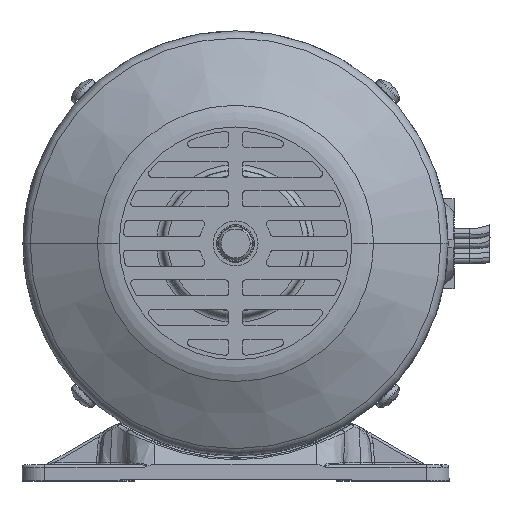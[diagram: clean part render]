
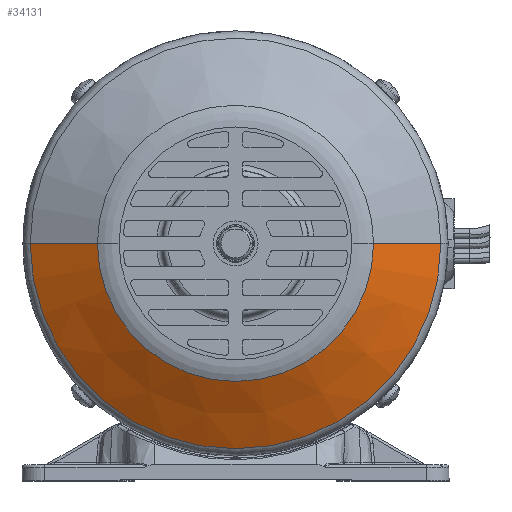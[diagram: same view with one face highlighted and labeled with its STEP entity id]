
A CAD part, top view. The second image highlights one B-rep face of the part: STEP entity #34131.
In plain terms, the highlighted conical face has half-angle 60 degrees and reference radius 57.998 mm.
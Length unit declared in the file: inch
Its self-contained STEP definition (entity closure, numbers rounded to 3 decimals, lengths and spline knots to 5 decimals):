
#295 = EDGE_CURVE ( 'NONE', #52892, #34516, #48400, .T. ) ;
#5251 = CARTESIAN_POINT ( 'NONE',  ( -2.2834, 0., 5.86318 ) ) ;
#5296 = DIRECTION ( 'NONE',  ( -1., 0., 0. ) ) ;
#10001 = AXIS2_PLACEMENT_3D ( 'NONE', #66447, #21522, #61025 ) ;
#12609 = CARTESIAN_POINT ( 'NONE',  ( 0., 0., 6.29475 ) ) ;
#12736 = CARTESIAN_POINT ( 'NONE',  ( 2.2834, 0., 5.86318 ) ) ;
#14611 = CONICAL_SURFACE ( 'NONE', #10001, 2.2834, 1.047 ) ;
#16256 = EDGE_CURVE ( 'NONE', #52892, #73068, #63517, .T. ) ;
#16538 = AXIS2_PLACEMENT_3D ( 'NONE', #72957, #39290, #5296 ) ;
#17081 = EDGE_LOOP ( 'NONE', ( #57821, #29547, #49961, #64834 ) ) ;
#21522 = DIRECTION ( 'NONE',  ( 0., 0., -1. ) ) ;
#25684 = EDGE_CURVE ( 'NONE', #73068, #40777, #30552, .T. ) ;
#26004 = CIRCLE ( 'NONE', #16538, 2.2834 ) ;
#29311 = DIRECTION ( 'NONE',  ( 0., 0., -1. ) ) ;
#29547 = ORIENTED_EDGE ( 'NONE', *, *, #16256, .T. ) ;
#30552 = LINE ( 'NONE', #65953, #58813 ) ;
#34131 = ADVANCED_FACE ( 'NONE', ( #46581 ), #14611, .T. ) ;
#34516 = VERTEX_POINT ( 'NONE', #12736 ) ;
#38655 = VECTOR ( 'NONE', #57216, 39.37008 ) ;
#39290 = DIRECTION ( 'NONE',  ( 0., 0., -1. ) ) ;
#40777 = VERTEX_POINT ( 'NONE', #5251 ) ;
#46581 = FACE_OUTER_BOUND ( 'NONE', #17081, .T. ) ;
#46630 = DIRECTION ( 'NONE',  ( -1., 0., 0. ) ) ;
#48400 = LINE ( 'NONE', #50133, #38655 ) ;
#49961 = ORIENTED_EDGE ( 'NONE', *, *, #25684, .T. ) ;
#50133 = CARTESIAN_POINT ( 'NONE',  ( 2.2834, 0., 5.86318 ) ) ;
#52892 = VERTEX_POINT ( 'NONE', #59914 ) ;
#55962 = EDGE_CURVE ( 'NONE', #34516, #40777, #26004, .T. ) ;
#57216 = DIRECTION ( 'NONE',  ( 0.866, 0., -0.5 ) ) ;
#57821 = ORIENTED_EDGE ( 'NONE', *, *, #295, .F. ) ;
#58813 = VECTOR ( 'NONE', #71581, 39.37008 ) ;
#59914 = CARTESIAN_POINT ( 'NONE',  ( 1.5359, 0., 6.29475 ) ) ;
#61025 = DIRECTION ( 'NONE',  ( -1., 0., 0. ) ) ;
#63517 = CIRCLE ( 'NONE', #68884, 1.5359 ) ;
#64834 = ORIENTED_EDGE ( 'NONE', *, *, #55962, .F. ) ;
#65953 = CARTESIAN_POINT ( 'NONE',  ( -2.2834, 0., 5.86318 ) ) ;
#66447 = CARTESIAN_POINT ( 'NONE',  ( 0., 0., 5.86318 ) ) ;
#68884 = AXIS2_PLACEMENT_3D ( 'NONE', #12609, #29311, #46630 ) ;
#69093 = CARTESIAN_POINT ( 'NONE',  ( -1.5359, 0., 6.29475 ) ) ;
#71581 = DIRECTION ( 'NONE',  ( -0.866, 0., -0.5 ) ) ;
#72957 = CARTESIAN_POINT ( 'NONE',  ( 0., 0., 5.86318 ) ) ;
#73068 = VERTEX_POINT ( 'NONE', #69093 ) ;
